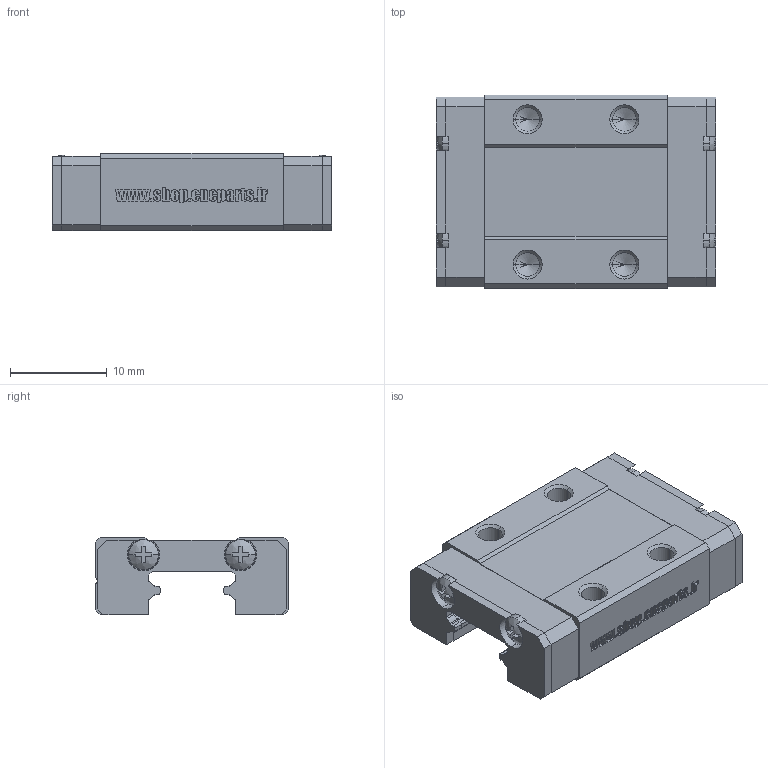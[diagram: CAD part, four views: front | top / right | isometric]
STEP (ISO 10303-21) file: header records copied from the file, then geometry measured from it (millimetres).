
FILE_DESCRIPTION (( 'STEP AP214' ), '1' );
FILE_NAME ('MGN9.STEP', '2025-10-21T07:33:30', ( '' ), ( '' ), 'SwSTEP 2.0', 'SolidWorks 2024', '' );
FILE_SCHEMA (( 'AUTOMOTIVE_DESIGN' ));
Length unit declared in the file: millimetre
Products named in the file (1): MGN9
Bounding box: 28.9 x 20 x 8 mm (x, y, z)
Volume: 3267.8 mm3; surface area: 3299.4 mm2
Topology: 9 solids, 9 shells, 611 faces, 1682 edges, 1112 vertices
Faces by surface type: plane 357, bspline 113, cylinder 109, cone 32
Entity records: 25175 total; most frequent: CARTESIAN_POINT 10175, ORIENTED_EDGE 3348, DIRECTION 2664, EDGE_CURVE 1674, LINE 1134, VECTOR 1134, VERTEX_POINT 1112, AXIS2_PLACEMENT_3D 765
